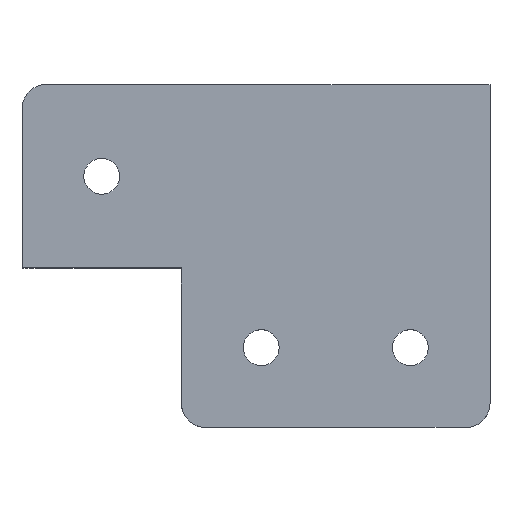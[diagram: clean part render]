
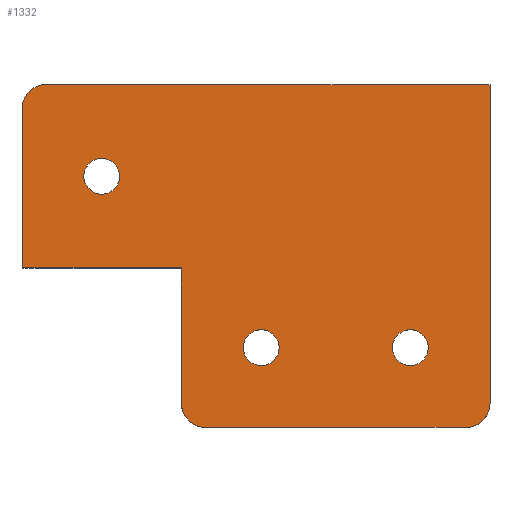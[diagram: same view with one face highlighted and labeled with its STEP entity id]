
A CAD part, top view. The second image highlights one B-rep face of the part: STEP entity #1332.
In plain terms, the highlighted planar face has unit normal (0, 0, 1).
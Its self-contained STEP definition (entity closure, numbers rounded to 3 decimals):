
#40=FACE_BOUND('',#232,.T.);
#41=FACE_BOUND('',#233,.T.);
#42=FACE_BOUND('',#234,.T.);
#77=PLANE('',#1505);
#145=FACE_OUTER_BOUND('',#231,.T.);
#231=EDGE_LOOP('',(#1222,#1223,#1224,#1225,#1226,#1227,#1228,#1229,#1230,
#1231,#1232));
#232=EDGE_LOOP('',(#1233));
#233=EDGE_LOOP('',(#1234));
#234=EDGE_LOOP('',(#1235,#1236));
#286=LINE('',#2091,#393);
#291=LINE('',#2101,#398);
#300=LINE('',#2119,#407);
#309=LINE('',#2145,#416);
#329=LINE('',#2261,#436);
#337=LINE('',#2293,#444);
#340=LINE('',#2307,#447);
#341=LINE('',#2309,#448);
#393=VECTOR('',#1667,10.);
#398=VECTOR('',#1676,10.);
#407=VECTOR('',#1691,10.);
#416=VECTOR('',#1716,10.);
#436=VECTOR('',#1852,10.);
#444=VECTOR('',#1894,10.);
#447=VECTOR('',#1915,10.);
#448=VECTOR('',#1918,10.);
#481=CIRCLE('',#1410,3.);
#483=CIRCLE('',#1417,3.);
#484=CIRCLE('',#1422,3.);
#522=CIRCLE('',#1481,2.25);
#523=CIRCLE('',#1483,2.25);
#526=CIRCLE('',#1489,2.25);
#527=CIRCLE('',#1490,2.25);
#575=VERTEX_POINT('',#2038);
#595=VERTEX_POINT('',#2089);
#598=VERTEX_POINT('',#2100);
#601=VERTEX_POINT('',#2108);
#602=VERTEX_POINT('',#2110);
#609=VERTEX_POINT('',#2132);
#610=VERTEX_POINT('',#2134);
#613=VERTEX_POINT('',#2144);
#616=VERTEX_POINT('',#2152);
#650=VERTEX_POINT('',#2258);
#651=VERTEX_POINT('',#2260);
#653=VERTEX_POINT('',#2268);
#654=VERTEX_POINT('',#2272);
#657=VERTEX_POINT('',#2284);
#658=VERTEX_POINT('',#2285);
#744=EDGE_CURVE('',#575,#595,#286,.T.);
#749=EDGE_CURVE('',#598,#575,#291,.T.);
#754=EDGE_CURVE('',#601,#602,#481,.T.);
#759=EDGE_CURVE('',#595,#602,#300,.T.);
#766=EDGE_CURVE('',#609,#610,#483,.T.);
#771=EDGE_CURVE('',#610,#613,#309,.T.);
#775=EDGE_CURVE('',#613,#616,#484,.T.);
#829=EDGE_CURVE('',#650,#651,#329,.T.);
#834=EDGE_CURVE('',#653,#653,#522,.T.);
#836=EDGE_CURVE('',#654,#654,#523,.T.);
#841=EDGE_CURVE('',#657,#658,#526,.T.);
#842=EDGE_CURVE('',#658,#657,#527,.T.);
#845=EDGE_CURVE('',#651,#601,#337,.T.);
#851=EDGE_CURVE('',#616,#650,#340,.T.);
#852=EDGE_CURVE('',#609,#598,#341,.T.);
#1222=ORIENTED_EDGE('',*,*,#754,.F.);
#1223=ORIENTED_EDGE('',*,*,#845,.F.);
#1224=ORIENTED_EDGE('',*,*,#829,.F.);
#1225=ORIENTED_EDGE('',*,*,#851,.F.);
#1226=ORIENTED_EDGE('',*,*,#775,.F.);
#1227=ORIENTED_EDGE('',*,*,#771,.F.);
#1228=ORIENTED_EDGE('',*,*,#766,.F.);
#1229=ORIENTED_EDGE('',*,*,#852,.T.);
#1230=ORIENTED_EDGE('',*,*,#749,.T.);
#1231=ORIENTED_EDGE('',*,*,#744,.T.);
#1232=ORIENTED_EDGE('',*,*,#759,.T.);
#1233=ORIENTED_EDGE('',*,*,#834,.T.);
#1234=ORIENTED_EDGE('',*,*,#836,.T.);
#1235=ORIENTED_EDGE('',*,*,#841,.T.);
#1236=ORIENTED_EDGE('',*,*,#842,.T.);
#1332=ADVANCED_FACE('',(#145,#40,#41,#42),#77,.T.);
#1410=AXIS2_PLACEMENT_3D('',#2111,#1683,#1684);
#1417=AXIS2_PLACEMENT_3D('',#2135,#1706,#1707);
#1422=AXIS2_PLACEMENT_3D('',#2153,#1723,#1724);
#1481=AXIS2_PLACEMENT_3D('',#2270,#1862,#1863);
#1483=AXIS2_PLACEMENT_3D('',#2274,#1867,#1868);
#1489=AXIS2_PLACEMENT_3D('',#2286,#1881,#1882);
#1490=AXIS2_PLACEMENT_3D('',#2287,#1883,#1884);
#1505=AXIS2_PLACEMENT_3D('',#2310,#1919,#1920);
#1667=DIRECTION('',(-1.,0.,0.));
#1676=DIRECTION('',(-1.,0.,0.));
#1683=DIRECTION('center_axis',(0.,0.,-1.));
#1684=DIRECTION('ref_axis',(-0.707,0.707,0.));
#1691=DIRECTION('',(-1.,0.,0.));
#1706=DIRECTION('center_axis',(0.,0.,-1.));
#1707=DIRECTION('ref_axis',(0.707,-0.707,0.));
#1716=DIRECTION('',(-1.,0.,0.));
#1723=DIRECTION('center_axis',(0.,0.,-1.));
#1724=DIRECTION('ref_axis',(-0.707,-0.707,0.));
#1852=DIRECTION('',(-1.,0.,0.));
#1862=DIRECTION('center_axis',(0.,0.,-1.));
#1863=DIRECTION('ref_axis',(-1.,0.,0.));
#1867=DIRECTION('center_axis',(0.,0.,-1.));
#1868=DIRECTION('ref_axis',(-1.,0.,0.));
#1881=DIRECTION('center_axis',(0.,0.,-1.));
#1882=DIRECTION('ref_axis',(1.,0.,0.));
#1883=DIRECTION('center_axis',(0.,0.,-1.));
#1884=DIRECTION('ref_axis',(1.,0.,0.));
#1894=DIRECTION('',(0.,1.,0.));
#1915=DIRECTION('',(0.,1.,0.));
#1918=DIRECTION('',(0.,1.,0.));
#1919=DIRECTION('center_axis',(0.,0.,1.));
#1920=DIRECTION('ref_axis',(1.,0.,0.));
#2038=CARTESIAN_POINT('',(4.35,23.,20.));
#2089=CARTESIAN_POINT('',(-4.65,23.,20.));
#2091=CARTESIAN_POINT('',(-19.35,23.,20.));
#2100=CARTESIAN_POINT('',(19.35,23.,20.));
#2101=CARTESIAN_POINT('',(-19.35,23.,20.));
#2108=CARTESIAN_POINT('',(-39.35,20.,20.));
#2110=CARTESIAN_POINT('',(-36.35,23.,20.));
#2111=CARTESIAN_POINT('Origin',(-36.35,20.,20.));
#2119=CARTESIAN_POINT('',(-19.35,23.,20.));
#2132=CARTESIAN_POINT('',(19.35,-17.,20.));
#2134=CARTESIAN_POINT('',(16.35,-20.,20.));
#2135=CARTESIAN_POINT('Origin',(16.35,-17.,20.));
#2144=CARTESIAN_POINT('',(-16.35,-20.,20.));
#2145=CARTESIAN_POINT('',(19.35,-20.,20.));
#2152=CARTESIAN_POINT('',(-19.35,-17.,20.));
#2153=CARTESIAN_POINT('Origin',(-16.35,-17.,20.));
#2258=CARTESIAN_POINT('',(-19.35,0.,20.));
#2260=CARTESIAN_POINT('',(-39.35,0.,20.));
#2261=CARTESIAN_POINT('',(-19.35,0.,20.));
#2268=CARTESIAN_POINT('',(-7.1,-10.,20.));
#2270=CARTESIAN_POINT('Origin',(-9.35,-10.,20.));
#2272=CARTESIAN_POINT('',(11.6,-10.,20.));
#2274=CARTESIAN_POINT('Origin',(9.35,-10.,20.));
#2284=CARTESIAN_POINT('',(-27.1,11.5,20.));
#2285=CARTESIAN_POINT('',(-31.6,11.5,20.));
#2286=CARTESIAN_POINT('Origin',(-29.35,11.5,20.));
#2287=CARTESIAN_POINT('Origin',(-29.35,11.5,20.));
#2293=CARTESIAN_POINT('',(-39.35,0.,20.));
#2307=CARTESIAN_POINT('',(-19.35,-20.,20.));
#2309=CARTESIAN_POINT('',(19.35,0.,20.));
#2310=CARTESIAN_POINT('Origin',(-19.35,0.,20.));
